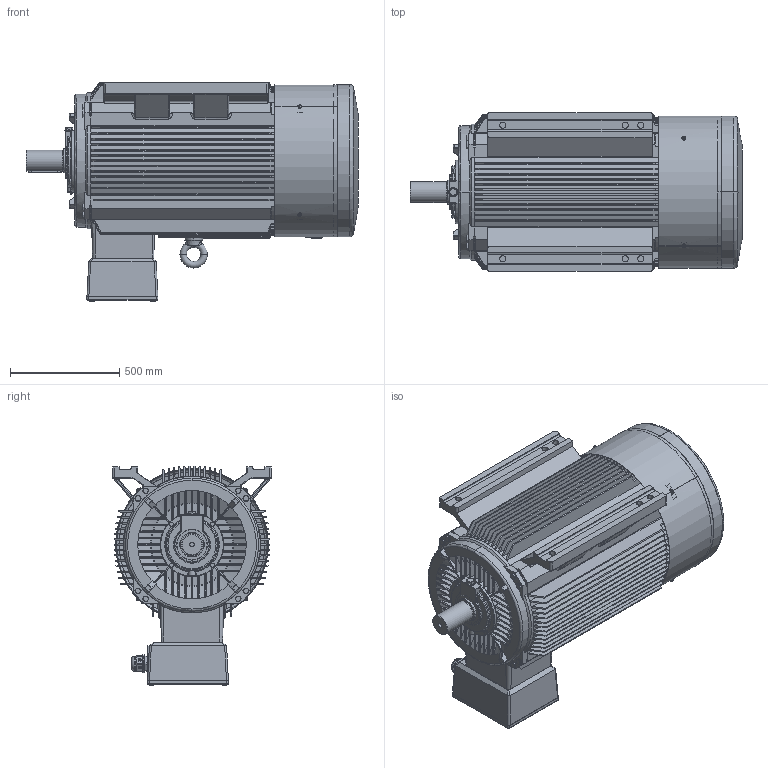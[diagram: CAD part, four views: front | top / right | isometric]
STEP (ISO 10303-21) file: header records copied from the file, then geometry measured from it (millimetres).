
FILE_DESCRIPTION(/* description */ (''),/* implementation_level */ '2;1');
FILE_NAME(/* name */ 'JM2-355M.L-4.6.8-B3.stp',/* time_stamp */ '2019-01-30T10:10:50+08:00',/* author */ (''),/* organization */ (''),/* preprocessor_version */ 'ST-DEVELOPER v16.7',/* originating_system */ 'SIEMENS PLM Software NX 12.0',/* authorisation */ '');
FILE_SCHEMA (('AP203_CONFIGURATION_CONTROLLED_3D_DESIGN_OF_MECHANICAL_PARTS_AND_ASSEMBLIES_MIM_LF { 1 0 10303 403 2 1 2}'));
Length unit declared in the file: millimetre
Products named in the file (1): JM2-355M.L-4.6.8-B3
Bounding box: 1517.06 x 726 x 1004.02 mm (x, y, z)
Volume: 123445149.9 mm3; surface area: 16296184.4 mm2
Topology: 46 solids, 46 shells, 5340 faces, 14592 edges, 9504 vertices
Faces by surface type: plane 3466, cylinder 920, cone 561, torus 286, bspline 81, sphere 21, revolution 5
Full cylindrical faces by diameter (mm): 2 x1, 10 x2, 12 x8, 18 x1, 20 x1, 43.312 x2, 51.188 x4, 61.031 x12, 63 x4, 64.969 x12, 67.922 x2, 83.672 x2, 86 x1, 90 x1, 91 x1, 95 x1, 106 x4, 110 x6, 125 x1, 128 x1, 130 x1, 138 x1, 140 x2, 220 x1, 240 x2, 290 x2, 600 x1
Entity records: 186586 total; most frequent: CARTESIAN_POINT 46966, ORIENTED_EDGE 28804, DIRECTION 25307, EDGE_CURVE 14402, LINE 9886, VECTOR 9886, VERTEX_POINT 9429, AXIS2_PLACEMENT_3D 7708
